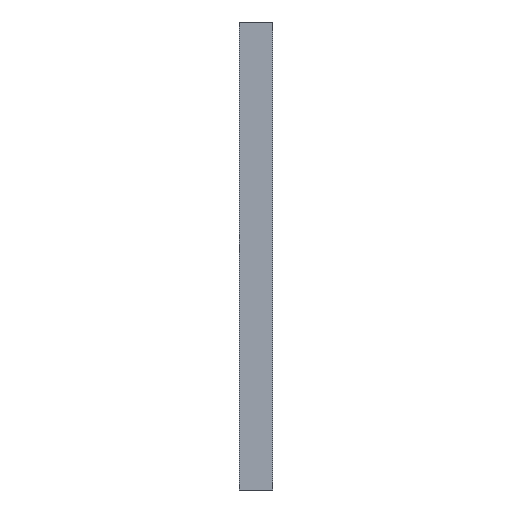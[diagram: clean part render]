
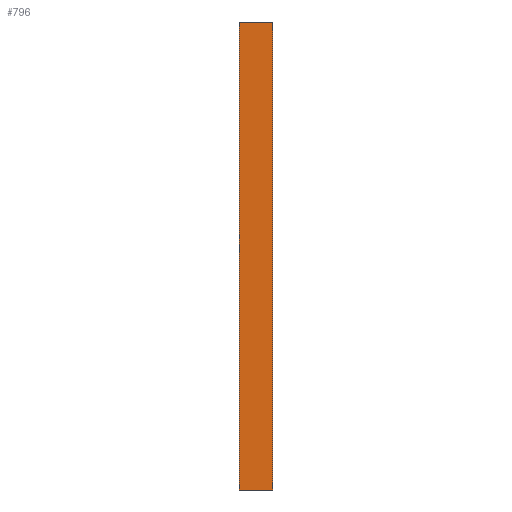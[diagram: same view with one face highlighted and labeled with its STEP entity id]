
A CAD part, left-side view. The second image highlights one B-rep face of the part: STEP entity #796.
In plain terms, the highlighted planar face has unit normal (-1, 0, 0).
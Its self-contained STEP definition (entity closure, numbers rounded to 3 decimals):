
#5 = VERTEX_POINT ( 'NONE', #731 ) ;
#17 = LINE ( 'NONE', #526, #68 ) ;
#24 = CARTESIAN_POINT ( 'NONE',  ( -30., 2., 49.379 ) ) ;
#68 = VECTOR ( 'NONE', #194, 1000. ) ;
#78 = AXIS2_PLACEMENT_3D ( 'NONE', #402, #585, #203 ) ;
#110 = EDGE_LOOP ( 'NONE', ( #529, #781, #422, #612 ) ) ;
#169 = EDGE_CURVE ( 'NONE', #247, #5, #533, .T. ) ;
#194 = DIRECTION ( 'NONE',  ( 0., 0., 1. ) ) ;
#196 = CARTESIAN_POINT ( 'NONE',  ( -30., 2., 49.379 ) ) ;
#203 = DIRECTION ( 'NONE',  ( 0., 0., -1. ) ) ;
#207 = CARTESIAN_POINT ( 'NONE',  ( -30., 2., 49.379 ) ) ;
#238 = VERTEX_POINT ( 'NONE', #24 ) ;
#247 = VERTEX_POINT ( 'NONE', #724 ) ;
#250 = EDGE_CURVE ( 'NONE', #238, #650, #340, .T. ) ;
#310 = VECTOR ( 'NONE', #712, 1000. ) ;
#340 = LINE ( 'NONE', #207, #817 ) ;
#399 = DIRECTION ( 'NONE',  ( 0., -1., 0. ) ) ;
#402 = CARTESIAN_POINT ( 'NONE',  ( -30., 2., 49.379 ) ) ;
#413 = LINE ( 'NONE', #196, #310 ) ;
#422 = ORIENTED_EDGE ( 'NONE', *, *, #756, .F. ) ;
#522 = CARTESIAN_POINT ( 'NONE',  ( -30., 2., 21.779 ) ) ;
#526 = CARTESIAN_POINT ( 'NONE',  ( -30., 0., 49.379 ) ) ;
#529 = ORIENTED_EDGE ( 'NONE', *, *, #748, .T. ) ;
#533 = LINE ( 'NONE', #522, #776 ) ;
#585 = DIRECTION ( 'NONE',  ( 1., 0., 0. ) ) ;
#590 = FACE_OUTER_BOUND ( 'NONE', #110, .T. ) ;
#597 = PLANE ( 'NONE',  #78 ) ;
#612 = ORIENTED_EDGE ( 'NONE', *, *, #169, .T. ) ;
#650 = VERTEX_POINT ( 'NONE', #788 ) ;
#712 = DIRECTION ( 'NONE',  ( 0., 0., 1. ) ) ;
#715 = DIRECTION ( 'NONE',  ( 0., -1., 0. ) ) ;
#724 = CARTESIAN_POINT ( 'NONE',  ( -30., 2., 21.779 ) ) ;
#731 = CARTESIAN_POINT ( 'NONE',  ( -30., 0., 21.779 ) ) ;
#748 = EDGE_CURVE ( 'NONE', #5, #650, #17, .T. ) ;
#756 = EDGE_CURVE ( 'NONE', #247, #238, #413, .T. ) ;
#776 = VECTOR ( 'NONE', #715, 1000. ) ;
#781 = ORIENTED_EDGE ( 'NONE', *, *, #250, .F. ) ;
#788 = CARTESIAN_POINT ( 'NONE',  ( -30., 0., 49.379 ) ) ;
#796 = ADVANCED_FACE ( 'NONE', ( #590 ), #597, .F. ) ;
#817 = VECTOR ( 'NONE', #399, 1000. ) ;
